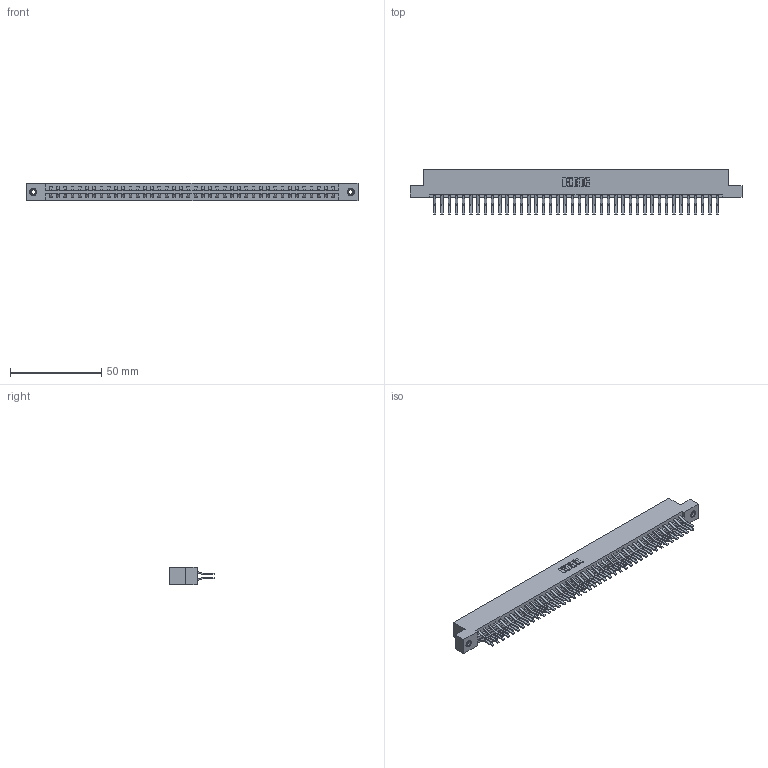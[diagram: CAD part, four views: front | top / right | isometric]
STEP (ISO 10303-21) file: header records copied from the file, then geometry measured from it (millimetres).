
FILE_DESCRIPTION (( 'STEP AP203' ), '1' );
FILE_NAME ('337-080-560-207.STEP', '2019-10-10T12:39:29', ( '' ), ( '' ), 'SwSTEP 2.0', 'SolidWorks 2016', '' );
FILE_SCHEMA (( 'CONFIG_CONTROL_DESIGN' ));
Length unit declared in the file: inch
Products named in the file (4): 345-250-001_345-250-005-103; 337-080-560-207; 345-292-001_560 Tail; 337 Part_Flush Mounting Lugs - 0.156 Dia-TI
Assembly tree (83 placements, depth 2):
  337-080-560-207
    337 Part_Flush Mounting Lugs - 0.156 Dia-TI
    345-292-001_560 Tail  x80
    345-250-001_345-250-005-103  x2
Bounding box: 181.51 x 24.78 x 9.4 mm (x, y, z)
Volume: 19613 mm3; surface area: 23706.7 mm2
Topology: 83 solids, 83 shells, 4654 faces, 13807 edges, 9090 vertices
Faces by surface type: plane 3142, cylinder 1496, cone 12, torus 4
Entity records: 32546 total; most frequent: CARTESIAN_POINT 5465, ORIENTED_EDGE 5394, DIRECTION 4687, EDGE_CURVE 2697, LINE 2545, VECTOR 2545, VERTEX_POINT 1792, AXIS2_PLACEMENT_3D 1071
